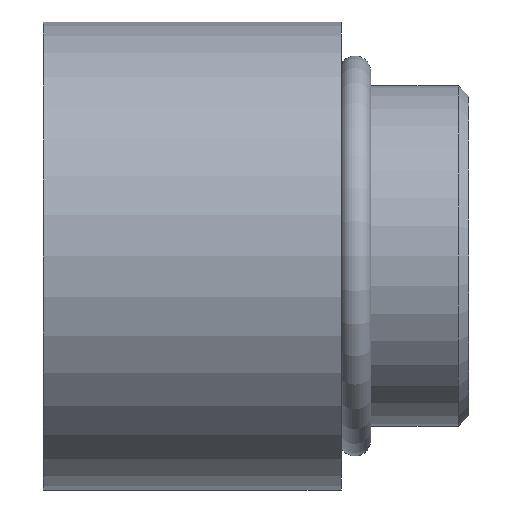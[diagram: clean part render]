
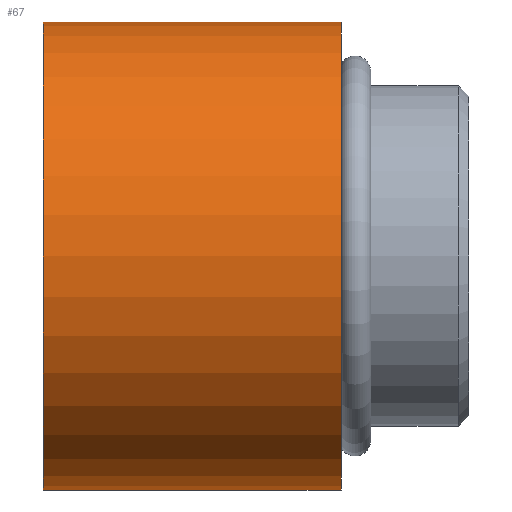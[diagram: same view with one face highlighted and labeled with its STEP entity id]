
A CAD part, left-side view. The second image highlights one B-rep face of the part: STEP entity #67.
In plain terms, the highlighted cylindrical face has radius 11 mm (diameter 22 mm), a partial arc.
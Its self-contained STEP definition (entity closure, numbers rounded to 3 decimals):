
#6 = CIRCLE ( 'NONE', #492, 11. ) ;
#12 = CIRCLE ( 'NONE', #496, 11. ) ;
#33 = EDGE_CURVE ( 'NONE', #96, #97, #197, .T. ) ;
#36 = EDGE_CURVE ( 'NONE', #95, #98, #206, .T. ) ;
#43 = EDGE_CURVE ( 'NONE', #97, #98, #12, .T. ) ;
#49 = EDGE_CURVE ( 'NONE', #96, #95, #6, .T. ) ;
#67 = ADVANCED_FACE ( 'NONE', ( #452 ), #453, .T. ) ;
#95 = VERTEX_POINT ( 'NONE', #575 ) ;
#96 = VERTEX_POINT ( 'NONE', #576 ) ;
#97 = VERTEX_POINT ( 'NONE', #577 ) ;
#98 = VERTEX_POINT ( 'NONE', #578 ) ;
#142 = ORIENTED_EDGE ( 'NONE', *, *, #43, .F. ) ;
#147 = ORIENTED_EDGE ( 'NONE', *, *, #33, .F. ) ;
#148 = ORIENTED_EDGE ( 'NONE', *, *, #49, .T. ) ;
#149 = ORIENTED_EDGE ( 'NONE', *, *, #36, .T. ) ;
#197 = LINE ( 'NONE', #198, #508 ) ;
#198 = CARTESIAN_POINT ( 'NONE',  ( 0., -10.273, 11. ) ) ;
#199 = DIRECTION ( 'NONE',  ( 0., -1., 0. ) ) ;
#206 = LINE ( 'NONE', #207, #506 ) ;
#207 = CARTESIAN_POINT ( 'NONE',  ( 0., -10.273, -11. ) ) ;
#208 = DIRECTION ( 'NONE',  ( 0., -1., 0. ) ) ;
#217 = CARTESIAN_POINT ( 'NONE',  ( 0., -2., 0. ) ) ;
#227 = DIRECTION ( 'NONE',  ( 0., -1., 0. ) ) ;
#228 = DIRECTION ( 'NONE',  ( 0., 0., -1. ) ) ;
#244 = CARTESIAN_POINT ( 'NONE',  ( 0., 12., 0. ) ) ;
#245 = DIRECTION ( 'NONE',  ( 0., -1., 0. ) ) ;
#246 = DIRECTION ( 'NONE',  ( 0., 0., -1. ) ) ;
#326 = EDGE_LOOP ( 'NONE', ( #147, #148, #149, #142 ) ) ;
#448 = AXIS2_PLACEMENT_3D ( 'NONE', #517, #518, #519 ) ;
#452 = FACE_OUTER_BOUND ( 'NONE', #326, .T. ) ;
#453 = CYLINDRICAL_SURFACE ( 'NONE', #448, 11. ) ;
#492 = AXIS2_PLACEMENT_3D ( 'NONE', #244, #245, #246 ) ;
#496 = AXIS2_PLACEMENT_3D ( 'NONE', #217, #227, #228 ) ;
#506 = VECTOR ( 'NONE', #208, 1000. ) ;
#508 = VECTOR ( 'NONE', #199, 1000. ) ;
#517 = CARTESIAN_POINT ( 'NONE',  ( 0., -10.273, 0. ) ) ;
#518 = DIRECTION ( 'NONE',  ( 0., -1., 0. ) ) ;
#519 = DIRECTION ( 'NONE',  ( 0., 0., -1. ) ) ;
#575 = CARTESIAN_POINT ( 'NONE',  ( 0., 12., -11. ) ) ;
#576 = CARTESIAN_POINT ( 'NONE',  ( 0., 12., 11. ) ) ;
#577 = CARTESIAN_POINT ( 'NONE',  ( 0., -2., 11. ) ) ;
#578 = CARTESIAN_POINT ( 'NONE',  ( 0., -2., -11. ) ) ;
